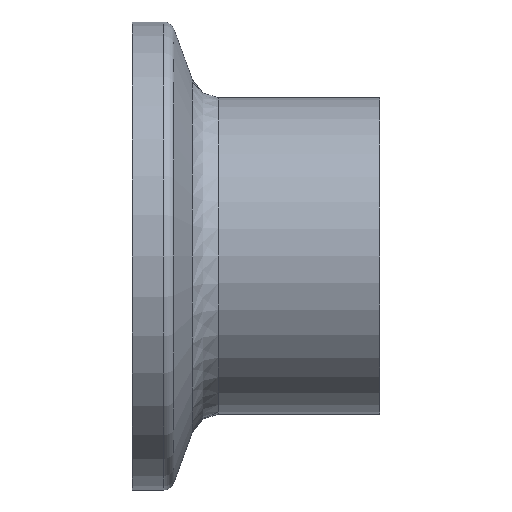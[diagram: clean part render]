
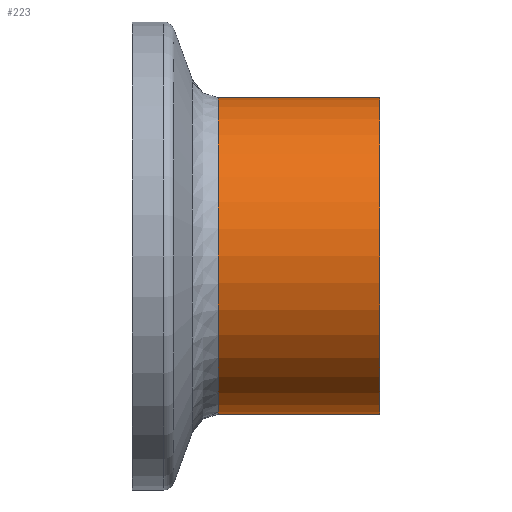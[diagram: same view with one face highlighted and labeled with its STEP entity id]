
A CAD part, front view. The second image highlights one B-rep face of the part: STEP entity #223.
In plain terms, the highlighted cylindrical face has radius 11.5 mm (diameter 23 mm), a full revolution.
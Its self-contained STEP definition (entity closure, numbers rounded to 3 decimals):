
#192=CARTESIAN_POINT('',(6.252,11.5,0.));
#193=VERTEX_POINT('',#192);
#194=CARTESIAN_POINT('',(6.252,0.0,0.0));
#195=DIRECTION('',(-1.0,0.0,0.0));
#196=DIRECTION('',(0.0,-1.0,0.0));
#197=AXIS2_PLACEMENT_3D('',#194,#195,#196);
#198=CIRCLE('',#197,11.5);
#199=EDGE_CURVE('',#193,#193,#198,.T.);
#204=CARTESIAN_POINT('',(11.426,0.0,0.0));
#205=DIRECTION('',(1.0,0.0,0.0));
#206=DIRECTION('',(0.0,1.0,0.0));
#207=AXIS2_PLACEMENT_3D('',#204,#205,#206);
#208=CYLINDRICAL_SURFACE('',#207,11.5);
#209=CARTESIAN_POINT('',(18.,11.5,0.0));
#210=VERTEX_POINT('',#209);
#211=CARTESIAN_POINT('',(18.,0.0,0.0));
#212=DIRECTION('',(1.0,0.0,0.0));
#213=DIRECTION('',(0.0,1.0,0.0));
#214=AXIS2_PLACEMENT_3D('',#211,#212,#213);
#215=CIRCLE('',#214,11.5);
#216=EDGE_CURVE('',#210,#210,#215,.T.);
#217=ORIENTED_EDGE('',*,*,#216,.F.);
#218=EDGE_LOOP('',(#217));
#219=FACE_OUTER_BOUND('',#218,.T.);
#220=ORIENTED_EDGE('',*,*,#199,.F.);
#221=EDGE_LOOP('',(#220));
#222=FACE_BOUND('',#221,.T.);
#223=ADVANCED_FACE('',(#219,#222),#208,.T.);
